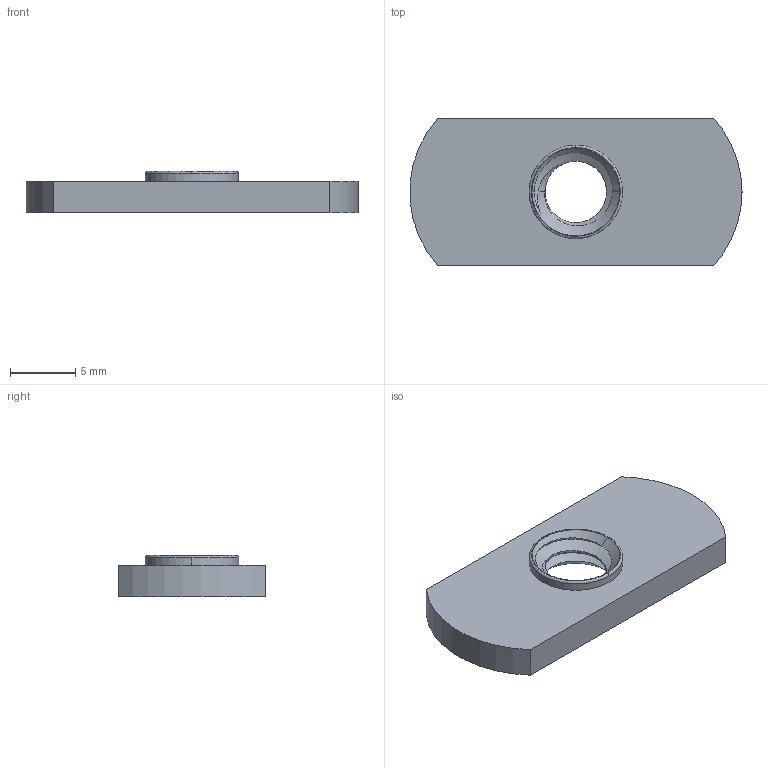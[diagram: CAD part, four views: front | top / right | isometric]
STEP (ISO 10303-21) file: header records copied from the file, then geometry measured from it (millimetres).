
FILE_DESCRIPTION (( 'STEP AP203' ), '1' );
FILE_NAME ('47065T905_T-Slotted Framing.STEP', '2022-07-07T18:11:40', ( 'Administrator' ), ( 'Managed by Terraform' ), 'SwSTEP 2.0', 'SolidWorks 2017', '' );
FILE_SCHEMA (( 'CONFIG_CONTROL_DESIGN' ));
Length unit declared in the file: inch
Products named in the file (1): 47065T905_T-Slotted Framing
Bounding box: 25.37 x 11.25 x 3.15 mm (x, y, z)
Volume: 592.5 mm3; surface area: 738.5 mm2
Topology: 1 solids, 1 shells, 27 faces, 71 edges, 47 vertices
Faces by surface type: cylinder 11, cone 6, bspline 5, plane 5
Entity records: 1552 total; most frequent: CARTESIAN_POINT 866, ORIENTED_EDGE 142, DIRECTION 110, EDGE_CURVE 71, VERTEX_POINT 47, AXIS2_PLACEMENT_3D 44, EDGE_LOOP 30, ADVANCED_FACE 27
